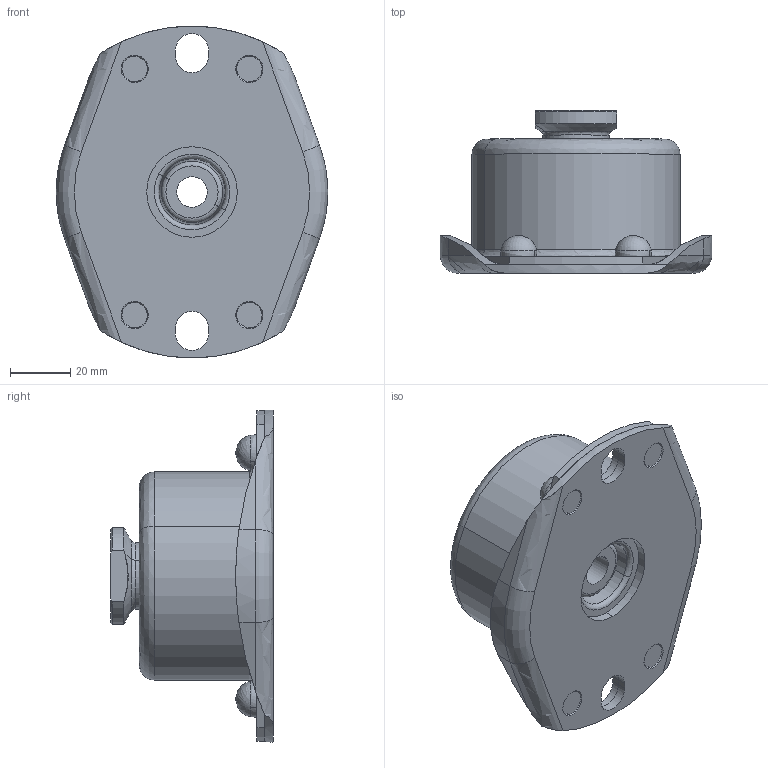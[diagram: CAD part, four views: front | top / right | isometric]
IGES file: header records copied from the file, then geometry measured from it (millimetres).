
Start section: START RECORD GO HERE.
Global section: file name: V1H751-XX-G-AMORTISSEUR.igs; native system: IBM CATIA IGES - CATIA Version 5 Release 13 ; preprocessor: CATIA Version 5 Release 13 ; author: A0H03063; organization: LEV3; date: 20050920.135050; units: millimetre
Bounding box: 90 x 54 x 110 mm (x, y, z)
Surface area: 82121.1 mm2 (no closed solid volume)
Topology: 0 solids, 0 shells, 212 faces, 984 edges, 968 vertices
Faces by surface type: revolution 162, plane 50
